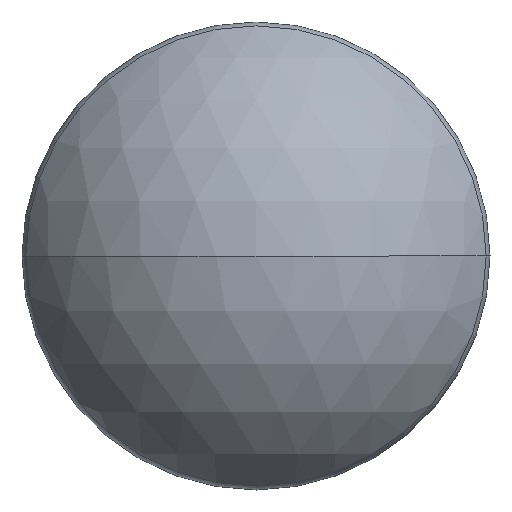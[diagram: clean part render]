
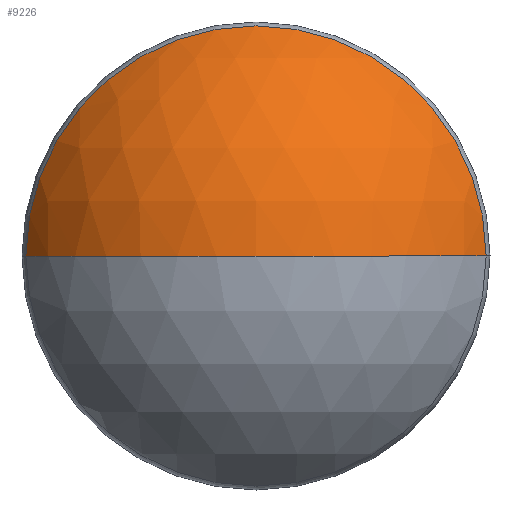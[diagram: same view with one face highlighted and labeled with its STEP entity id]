
A CAD part, front view. The second image highlights one B-rep face of the part: STEP entity #9226.
In plain terms, the highlighted spherical face has radius 115.147 mm.
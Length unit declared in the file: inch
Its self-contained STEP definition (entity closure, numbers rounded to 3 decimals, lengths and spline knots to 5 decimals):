
#145 = DIRECTION ( 'NONE',  ( -1., 0., 0. ) ) ;
#168 = DIRECTION ( 'NONE',  ( 0., 0., 1. ) ) ;
#170 = CARTESIAN_POINT ( 'NONE',  ( 0., 2.03333, 0. ) ) ;
#222 = FACE_OUTER_BOUND ( 'NONE', #11503, .T. ) ;
#254 = SPHERICAL_SURFACE ( 'NONE', #3331, 4.53333 ) ;
#839 = EDGE_CURVE ( 'NONE', #10120, #7779, #3189, .T. ) ;
#1260 = AXIS2_PLACEMENT_3D ( 'NONE', #6381, #6875, #6954 ) ;
#1274 = EDGE_CURVE ( 'NONE', #13032, #10120, #2933, .T. ) ;
#2401 = CARTESIAN_POINT ( 'NONE',  ( -3.93388, -0.21959, 0. ) ) ;
#2489 = EDGE_CURVE ( 'NONE', #13032, #7779, #4836, .T. ) ;
#2933 = CIRCLE ( 'NONE', #1260, 4.53333 ) ;
#3189 = CIRCLE ( 'NONE', #9074, 3.93388 ) ;
#3331 = AXIS2_PLACEMENT_3D ( 'NONE', #170, #168, #145 ) ;
#3882 = ORIENTED_EDGE ( 'NONE', *, *, #2489, .T. ) ;
#4108 = CARTESIAN_POINT ( 'NONE',  ( 0., -2.5, 0. ) ) ;
#4836 = CIRCLE ( 'NONE', #9265, 4.53333 ) ;
#5001 = CARTESIAN_POINT ( 'NONE',  ( 0., 2.03333, 0. ) ) ;
#5035 = DIRECTION ( 'NONE',  ( 1., 0., 0. ) ) ;
#5049 = DIRECTION ( 'NONE',  ( 0., 0., 1. ) ) ;
#5751 = DIRECTION ( 'NONE',  ( -1., 0., 0. ) ) ;
#5797 = DIRECTION ( 'NONE',  ( 0., 1., 0. ) ) ;
#5985 = ORIENTED_EDGE ( 'NONE', *, *, #839, .F. ) ;
#6308 = CARTESIAN_POINT ( 'NONE',  ( 0., -0.21959, 0. ) ) ;
#6381 = CARTESIAN_POINT ( 'NONE',  ( 0., 2.03333, 0. ) ) ;
#6875 = DIRECTION ( 'NONE',  ( 0., 0., -1. ) ) ;
#6954 = DIRECTION ( 'NONE',  ( -1., 0., 0. ) ) ;
#7779 = VERTEX_POINT ( 'NONE', #8279 ) ;
#8279 = CARTESIAN_POINT ( 'NONE',  ( 3.93388, -0.21959, 0. ) ) ;
#9074 = AXIS2_PLACEMENT_3D ( 'NONE', #6308, #5797, #5751 ) ;
#9226 = ADVANCED_FACE ( 'NONE', ( #222 ), #254, .T. ) ;
#9265 = AXIS2_PLACEMENT_3D ( 'NONE', #5001, #5049, #5035 ) ;
#10120 = VERTEX_POINT ( 'NONE', #2401 ) ;
#11503 = EDGE_LOOP ( 'NONE', ( #13324, #3882, #5985 ) ) ;
#13032 = VERTEX_POINT ( 'NONE', #4108 ) ;
#13324 = ORIENTED_EDGE ( 'NONE', *, *, #1274, .F. ) ;
